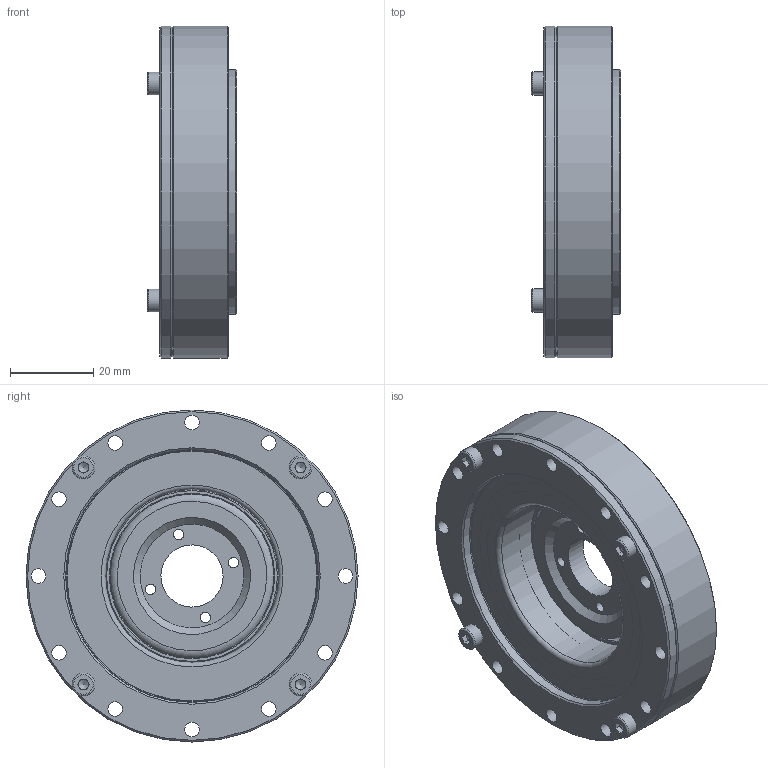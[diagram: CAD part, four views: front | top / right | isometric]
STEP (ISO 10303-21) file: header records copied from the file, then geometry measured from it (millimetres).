
FILE_DESCRIPTION(/* description */ ('STEP AP242','CAx-IF Rec.Pracs.---Representation and Presentation of Product Manufacturing Information (PMI)---4.0---2014-10-13','CAx-IF Rec.Pracs.---3D Tessellated Geometry---0.4---2014-09-14','2;1'),/* implementation_level */ '2;1');
FILE_NAME(/* name */ '68876e6ebc425d248bb63ad6',/* time_stamp */ '2025-07-28T12:34:57Z',/* author */ (''),/* organization */ (''),/* preprocessor_version */ 'ST-DEVELOPER v20',/* originating_system */ 'ONSHAPE BY PTC INC, 1.201',/* authorisation */ ' ');
FILE_SCHEMA (('AP242_MANAGED_MODEL_BASED_3D_ENGINEERING_MIM_LF { 1 0 10303 442 1 1 4 }'));
Products named in the file (16): HD-17-xxx; hexagon socket head cap screws gb_GB_FASTENER_SCREWS_HSHCS M3X8-C; HD-17-??; HD-17-???? <1>; HD-17????; HD17-????-??-?4; HD-17-??????; HD-17??????69x59x5; HD-17??????; hexagon socket head cap screws gb_GB_FASTENER_SCREWS_HSHCS M2X5-C; O????-?65X?18
Assembly tree (70 placements, depth 3):
  HD-17-xxx
    hexagon socket head cap screws gb_GB_FASTENER_SCREWS_HSHCS M3X8-C  x10
    HD-17-??
    HD-17-??
    HD-17-???? <1>
      HD-17????
      HD-17-??
    HD-17-???? <1>
      HD17-????-??-?4  x46
      HD-17-??????  x2
      HD-17??????69x59x5
      HD-17??????
      hexagon socket head cap screws gb_GB_FASTENER_SCREWS_HSHCS M2X5-C
      O????-?65X?18
      HD-17-??????
      HD-17??????69x59x5
Bounding box: 21.5 x 80 x 80 mm (x, y, z)
Volume: 63479.1 mm3; surface area: 65541.7 mm2
Topology: 68 solids, 68 shells, 2566 faces, 7007 edges, 4613 vertices
Faces by surface type: cylinder 1420, plane 719, cone 400, torus 22, bspline 5
Full cylindrical faces by diameter (mm): 1.6 x2, 2 x1, 2.4 x1, 2.5 x44, 3 x10, 3.4 x6, 3.5 x40, 3.8 x1, 4 x46, 4.3 x1, 5.5 x10, 5.6 x6, 15 x1, 30.3 x1, 32.684 x2, 36 x1, 39.436 x2, 41.722 x2, 42.162 x1, 44.5 x2, 46.5 x3, 57 x3, 59 x2, 60 x3, 61 x1, 62 x2, 65 x1, 68 x1, 69 x2, 69.8 x1
Entity records: 74660 total; most frequent: CARTESIAN_POINT 21857, ORIENTED_EDGE 11866, DIRECTION 9391, EDGE_CURVE 5933, VERTEX_POINT 4095, AXIS2_PLACEMENT_3D 3639, FACE_BOUND 2466, EDGE_LOOP 2440
